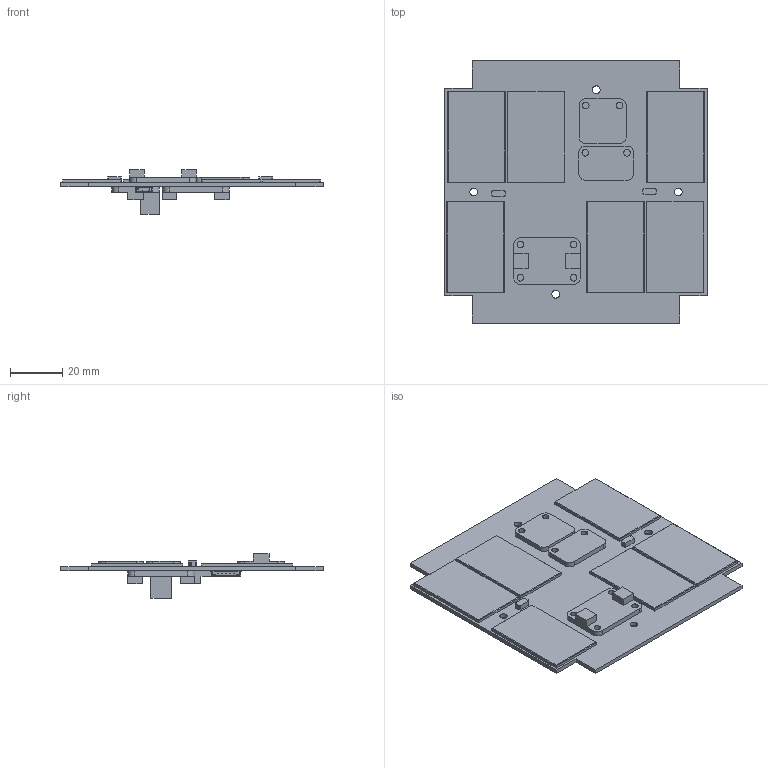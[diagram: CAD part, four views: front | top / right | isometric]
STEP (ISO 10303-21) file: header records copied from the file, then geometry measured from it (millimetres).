
FILE_DESCRIPTION(('KiCad electronic assembly'),'2;1');
FILE_NAME('solar-panel-side-Z.step','2022-06-07T21:04:36',('An Author'), ('A Company'),'Open CASCADE STEP processor 6.9', 'KiCad to STEP converter','Unknown');
FILE_SCHEMA(('AUTOMOTIVE_DESIGN { 1 0 10303 214 1 1 1 1 }'));
Length unit declared in the file: millimetre
Products named in the file (18): Open CASCADE STEP translator 6.9 1; SM101K07TF; SOLID; APDS9960; BNO085; 5040500591; COMPOUND; MCP9601; CDBA240LL-HF; MCP9808; DRV2605L
Assembly tree (23 placements, depth 3):
  Open CASCADE STEP translator 6.9 1
    SM101K07TF  x6
      SOLID
    APDS9960
      SOLID
    BNO085
      SOLID
    5040500591
      COMPOUND
    MCP9601
      SOLID
    CDBA240LL-HF  x2
      SOLID
    MCP9808
      SOLID
    DRV2605L
      SOLID
    COMPOUND
Bounding box: 100 x 100 x 17.1 mm (x, y, z)
Volume: 25744.5 mm3; surface area: 35749.9 mm2
Topology: 15 solids, 15 shells, 530 faces, 1458 edges, 982 vertices
Faces by surface type: plane 403, cylinder 117, sphere 10
Full cylindrical faces by diameter (mm): 2 x12, 2.95 x4
Entity records: 33203 total; most frequent: CARTESIAN_POINT 6594, DIRECTION 4968, LINE 3452, VECTOR 3452, ORIENTED_EDGE 2588, PCURVE 2588, DEFINITIONAL_REPRESENTATION 2588, EDGE_CURVE 1294
